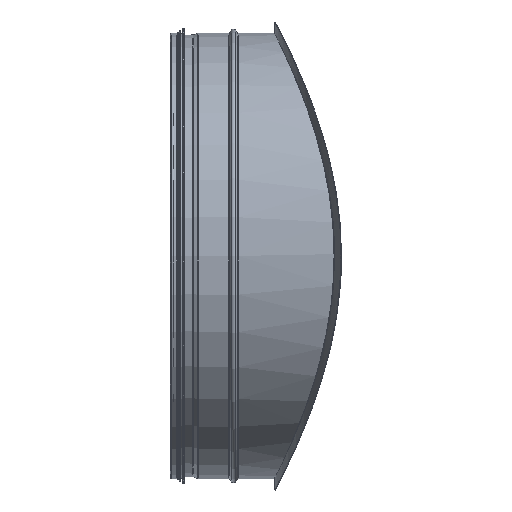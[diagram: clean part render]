
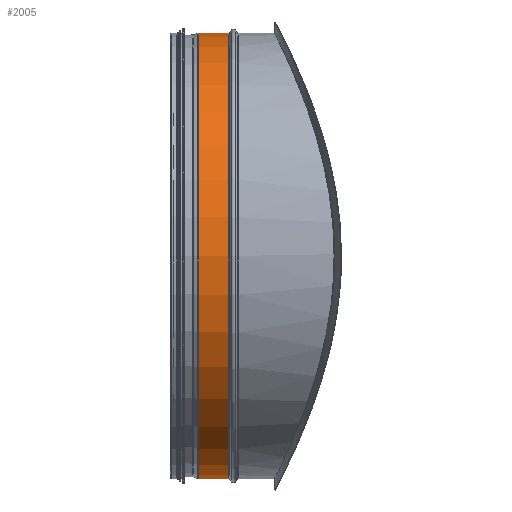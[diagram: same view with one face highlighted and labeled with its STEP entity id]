
A CAD part, left-side view. The second image highlights one B-rep face of the part: STEP entity #2005.
In plain terms, the highlighted cylindrical face has radius 249.375 mm (diameter 498.75 mm), a full revolution.
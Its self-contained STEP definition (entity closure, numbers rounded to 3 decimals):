
#1200=CARTESIAN_POINT('',(249.375,31.0,0.004));
#1201=VERTEX_POINT('',#1200);
#1232=CARTESIAN_POINT('',(249.375,65.0,0.004));
#1233=VERTEX_POINT('',#1232);
#1240=CARTESIAN_POINT('',(249.375,31.0,0.004));
#1241=DIRECTION('',(0.0,1.0,0.0));
#1242=VECTOR('',#1241,34.0);
#1243=LINE('',#1240,#1242);
#1244=EDGE_CURVE('',#1201,#1233,#1243,.T.);
#1551=CARTESIAN_POINT('',(249.375,65.0,0.0));
#1552=VERTEX_POINT('',#1551);
#1583=CARTESIAN_POINT('',(249.375,31.0,0.0));
#1584=VERTEX_POINT('',#1583);
#1591=CARTESIAN_POINT('',(249.375,31.0,0.0));
#1592=DIRECTION('',(0.0,1.0,0.0));
#1593=VECTOR('',#1592,34.0);
#1594=LINE('',#1591,#1593);
#1595=EDGE_CURVE('',#1584,#1552,#1594,.T.);
#1976=CARTESIAN_POINT('',(0.,31.,0.0));
#1977=DIRECTION('',(0.0,1.0,0.0));
#1978=DIRECTION('',(1.0,0.0,0.0));
#1979=AXIS2_PLACEMENT_3D('',#1976,#1977,#1978);
#1980=CIRCLE('',#1979,249.375);
#1981=EDGE_CURVE('',#1584,#1201,#1980,.T.);
#1988=CARTESIAN_POINT('',(0.,302.73,0.0));
#1989=DIRECTION('',(0.,1.0,0.0));
#1990=DIRECTION('',(1.0,0.0,0.0));
#1991=AXIS2_PLACEMENT_3D('',#1988,#1989,#1990);
#1992=CYLINDRICAL_SURFACE('',#1991,249.375);
#1993=ORIENTED_EDGE('',*,*,#1244,.T.);
#1994=CARTESIAN_POINT('',(0.,65.,0.0));
#1995=DIRECTION('',(0.0,1.0,0.0));
#1996=DIRECTION('',(1.0,0.0,0.0));
#1997=AXIS2_PLACEMENT_3D('',#1994,#1995,#1996);
#1998=CIRCLE('',#1997,249.375);
#1999=EDGE_CURVE('',#1552,#1233,#1998,.T.);
#2000=ORIENTED_EDGE('',*,*,#1999,.F.);
#2001=ORIENTED_EDGE('',*,*,#1595,.F.);
#2002=ORIENTED_EDGE('',*,*,#1981,.T.);
#2003=EDGE_LOOP('',(#1993,#2000,#2001,#2002));
#2004=FACE_OUTER_BOUND('',#2003,.T.);
#2005=ADVANCED_FACE('',(#2004),#1992,.T.);
